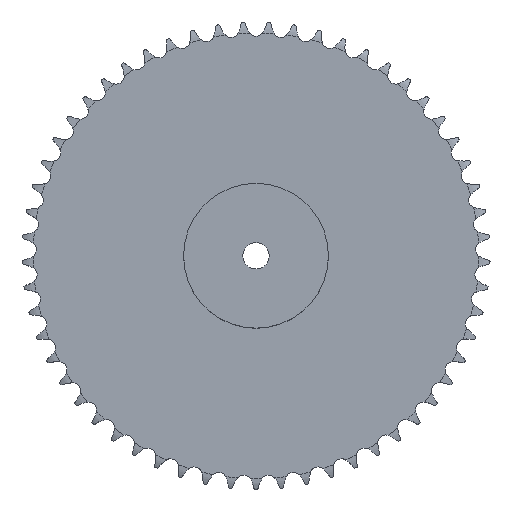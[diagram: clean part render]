
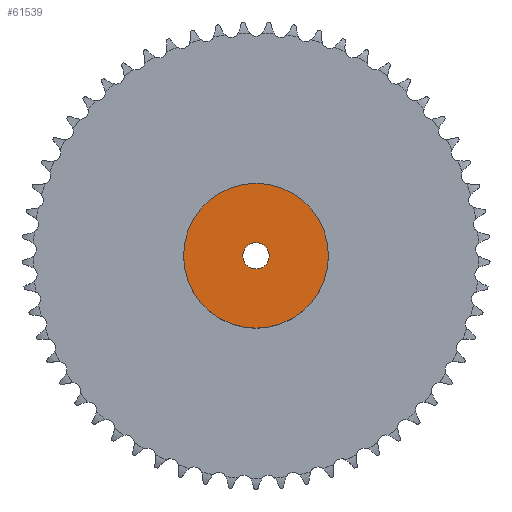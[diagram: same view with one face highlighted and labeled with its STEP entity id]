
A CAD part, top view. The second image highlights one B-rep face of the part: STEP entity #61539.
In plain terms, the highlighted planar face has unit normal (0, 0, 1).
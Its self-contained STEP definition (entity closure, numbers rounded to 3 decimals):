
#6552 = CYLINDRICAL_SURFACE('',#6553,55.);
#6553 = AXIS2_PLACEMENT_3D('',#6554,#6555,#6556);
#6554 = CARTESIAN_POINT('',(0.,0.,0.));
#6555 = DIRECTION('',(-0.,-0.,-1.));
#6556 = DIRECTION('',(1.,0.,0.));
#38150 = VERTEX_POINT('',#38151);
#38151 = CARTESIAN_POINT('',(55.,0.,56.));
#38172 = EDGE_CURVE('',#38150,#38150,#38173,.T.);
#38173 = SURFACE_CURVE('',#38174,(#38179,#38186),.PCURVE_S1.);
#38174 = CIRCLE('',#38175,55.);
#38175 = AXIS2_PLACEMENT_3D('',#38176,#38177,#38178);
#38176 = CARTESIAN_POINT('',(0.,0.,56.));
#38177 = DIRECTION('',(0.,0.,1.));
#38178 = DIRECTION('',(1.,0.,0.));
#38179 = PCURVE('',#6552,#38180);
#38180 = DEFINITIONAL_REPRESENTATION('',(#38181),#38185);
#38181 = LINE('',#38182,#38183);
#38182 = CARTESIAN_POINT('',(-0.,-56.));
#38183 = VECTOR('',#38184,1.);
#38184 = DIRECTION('',(-1.,0.));
#38185 = ( GEOMETRIC_REPRESENTATION_CONTEXT(2) 
PARAMETRIC_REPRESENTATION_CONTEXT() REPRESENTATION_CONTEXT('2D SPACE',''
  ) );
#38186 = PCURVE('',#38187,#38192);
#38187 = PLANE('',#38188);
#38188 = AXIS2_PLACEMENT_3D('',#38189,#38190,#38191);
#38189 = CARTESIAN_POINT('',(0.,0.,56.)
  );
#38190 = DIRECTION('',(0.,0.,1.));
#38191 = DIRECTION('',(1.,0.,0.));
#38192 = DEFINITIONAL_REPRESENTATION('',(#38193),#38197);
#38193 = CIRCLE('',#38194,55.);
#38194 = AXIS2_PLACEMENT_2D('',#38195,#38196);
#38195 = CARTESIAN_POINT('',(0.,0.));
#38196 = DIRECTION('',(1.,0.));
#38197 = ( GEOMETRIC_REPRESENTATION_CONTEXT(2) 
PARAMETRIC_REPRESENTATION_CONTEXT() REPRESENTATION_CONTEXT('2D SPACE',''
  ) );
#52064 = CYLINDRICAL_SURFACE('',#52065,10.);
#52065 = AXIS2_PLACEMENT_3D('',#52066,#52067,#52068);
#52066 = CARTESIAN_POINT('',(0.,0.,525.123));
#52067 = DIRECTION('',(0.,0.,1.));
#52068 = DIRECTION('',(1.,0.,0.));
#61539 = ADVANCED_FACE('',(#61540,#61543),#38187,.T.);
#61540 = FACE_BOUND('',#61541,.T.);
#61541 = EDGE_LOOP('',(#61542));
#61542 = ORIENTED_EDGE('',*,*,#38172,.T.);
#61543 = FACE_BOUND('',#61544,.T.);
#61544 = EDGE_LOOP('',(#61545));
#61545 = ORIENTED_EDGE('',*,*,#61546,.F.);
#61546 = EDGE_CURVE('',#61547,#61547,#61549,.T.);
#61547 = VERTEX_POINT('',#61548);
#61548 = CARTESIAN_POINT('',(10.,0.,56.));
#61549 = SURFACE_CURVE('',#61550,(#61555,#61562),.PCURVE_S1.);
#61550 = CIRCLE('',#61551,10.);
#61551 = AXIS2_PLACEMENT_3D('',#61552,#61553,#61554);
#61552 = CARTESIAN_POINT('',(0.,0.,56.));
#61553 = DIRECTION('',(0.,0.,1.));
#61554 = DIRECTION('',(1.,0.,0.));
#61555 = PCURVE('',#38187,#61556);
#61556 = DEFINITIONAL_REPRESENTATION('',(#61557),#61561);
#61557 = CIRCLE('',#61558,10.);
#61558 = AXIS2_PLACEMENT_2D('',#61559,#61560);
#61559 = CARTESIAN_POINT('',(0.,0.));
#61560 = DIRECTION('',(1.,0.));
#61561 = ( GEOMETRIC_REPRESENTATION_CONTEXT(2) 
PARAMETRIC_REPRESENTATION_CONTEXT() REPRESENTATION_CONTEXT('2D SPACE',''
  ) );
#61562 = PCURVE('',#52064,#61563);
#61563 = DEFINITIONAL_REPRESENTATION('',(#61564),#61568);
#61564 = LINE('',#61565,#61566);
#61565 = CARTESIAN_POINT('',(0.,-469.123));
#61566 = VECTOR('',#61567,1.);
#61567 = DIRECTION('',(1.,0.));
#61568 = ( GEOMETRIC_REPRESENTATION_CONTEXT(2) 
PARAMETRIC_REPRESENTATION_CONTEXT() REPRESENTATION_CONTEXT('2D SPACE',''
  ) );
